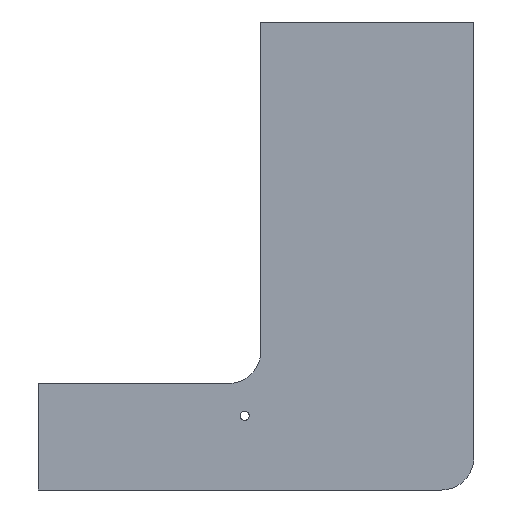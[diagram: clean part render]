
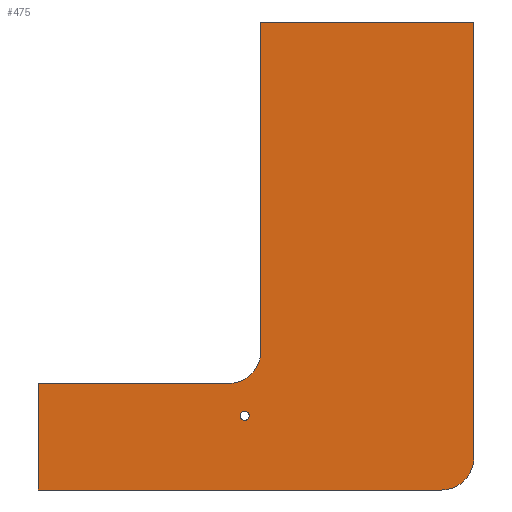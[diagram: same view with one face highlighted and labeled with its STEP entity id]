
A CAD part, front view. The second image highlights one B-rep face of the part: STEP entity #475.
In plain terms, the highlighted planar face has unit normal (0, -1, 0).
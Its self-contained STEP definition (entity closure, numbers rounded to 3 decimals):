
#18 = CARTESIAN_POINT ( 'NONE',  ( 59., 0., 33. ) ) ;
#20 = CARTESIAN_POINT ( 'NONE',  ( 69., 0., 33. ) ) ;
#22 = VERTEX_POINT ( 'NONE', #199 ) ;
#23 = VECTOR ( 'NONE', #208, 1000. ) ;
#25 = ORIENTED_EDGE ( 'NONE', *, *, #534, .F. ) ;
#34 = AXIS2_PLACEMENT_3D ( 'NONE', #89, #264, #340 ) ;
#36 = ORIENTED_EDGE ( 'NONE', *, *, #59, .T. ) ;
#45 = CARTESIAN_POINT ( 'NONE',  ( 64., 0., 24.4 ) ) ;
#59 = EDGE_CURVE ( 'NONE', #22, #378, #214, .T. ) ;
#65 = LINE ( 'NONE', #204, #437 ) ;
#67 = LINE ( 'NONE', #523, #23 ) ;
#71 = AXIS2_PLACEMENT_3D ( 'NONE', #231, #455, #483 ) ;
#83 = CARTESIAN_POINT ( 'NONE',  ( 64., 0., 23. ) ) ;
#89 = CARTESIAN_POINT ( 'NONE',  ( 125., 0., 10. ) ) ;
#100 = VERTEX_POINT ( 'NONE', #524 ) ;
#127 = VERTEX_POINT ( 'NONE', #132 ) ;
#132 = CARTESIAN_POINT ( 'NONE',  ( 64., 0., 21.6 ) ) ;
#135 = ORIENTED_EDGE ( 'NONE', *, *, #394, .F. ) ;
#138 = CARTESIAN_POINT ( 'NONE',  ( 0., 0., 0. ) ) ;
#146 = FACE_BOUND ( 'NONE', #473, .T. ) ;
#147 = ORIENTED_EDGE ( 'NONE', *, *, #306, .F. ) ;
#149 = CIRCLE ( 'NONE', #553, 1.4 ) ;
#155 = EDGE_CURVE ( 'NONE', #265, #329, #362, .T. ) ;
#165 = LINE ( 'NONE', #20, #399 ) ;
#171 = DIRECTION ( 'NONE',  ( 1., 0., 0. ) ) ;
#177 = EDGE_CURVE ( 'NONE', #329, #526, #210, .T. ) ;
#198 = ORIENTED_EDGE ( 'NONE', *, *, #494, .F. ) ;
#199 = CARTESIAN_POINT ( 'NONE',  ( 125., 0., 0. ) ) ;
#204 = CARTESIAN_POINT ( 'NONE',  ( 135., 0., 0. ) ) ;
#206 = CARTESIAN_POINT ( 'NONE',  ( 0., 0., 33. ) ) ;
#208 = DIRECTION ( 'NONE',  ( 1., 0., 0. ) ) ;
#210 = LINE ( 'NONE', #206, #360 ) ;
#211 = DIRECTION ( 'NONE',  ( 0., 0., -1. ) ) ;
#212 = CARTESIAN_POINT ( 'NONE',  ( 135., 0., 10. ) ) ;
#214 = CIRCLE ( 'NONE', #34, 10. ) ;
#228 = VERTEX_POINT ( 'NONE', #45 ) ;
#230 = VECTOR ( 'NONE', #316, 1000. ) ;
#231 = CARTESIAN_POINT ( 'NONE',  ( 0., 0., 0. ) ) ;
#233 = DIRECTION ( 'NONE',  ( 0., 1., 0. ) ) ;
#238 = ORIENTED_EDGE ( 'NONE', *, *, #451, .F. ) ;
#240 = DIRECTION ( 'NONE',  ( 0., 0., 1. ) ) ;
#255 = EDGE_CURVE ( 'NONE', #100, #526, #415, .T. ) ;
#259 = EDGE_CURVE ( 'NONE', #228, #127, #149, .T. ) ;
#264 = DIRECTION ( 'NONE',  ( 0., -1., 0. ) ) ;
#265 = VERTEX_POINT ( 'NONE', #420 ) ;
#286 = CARTESIAN_POINT ( 'NONE',  ( 135., 0., 145. ) ) ;
#306 = EDGE_CURVE ( 'NONE', #558, #374, #67, .T. ) ;
#316 = DIRECTION ( 'NONE',  ( 0., 0., 1. ) ) ;
#323 = CARTESIAN_POINT ( 'NONE',  ( 59., 0., 43. ) ) ;
#325 = ORIENTED_EDGE ( 'NONE', *, *, #177, .F. ) ;
#329 = VERTEX_POINT ( 'NONE', #390 ) ;
#333 = CARTESIAN_POINT ( 'NONE',  ( 64., 0., 23. ) ) ;
#340 = DIRECTION ( 'NONE',  ( 0., 0., 1. ) ) ;
#344 = CIRCLE ( 'NONE', #442, 1.4 ) ;
#357 = LINE ( 'NONE', #449, #375 ) ;
#360 = VECTOR ( 'NONE', #171, 1000. ) ;
#362 = LINE ( 'NONE', #138, #230 ) ;
#367 = FACE_OUTER_BOUND ( 'NONE', #465, .T. ) ;
#374 = VERTEX_POINT ( 'NONE', #286 ) ;
#375 = VECTOR ( 'NONE', #486, 1000. ) ;
#378 = VERTEX_POINT ( 'NONE', #212 ) ;
#390 = CARTESIAN_POINT ( 'NONE',  ( 0., 0., 33. ) ) ;
#394 = EDGE_CURVE ( 'NONE', #100, #558, #165, .T. ) ;
#399 = VECTOR ( 'NONE', #518, 1000. ) ;
#403 = ORIENTED_EDGE ( 'NONE', *, *, #255, .T. ) ;
#408 = ORIENTED_EDGE ( 'NONE', *, *, #155, .F. ) ;
#412 = ORIENTED_EDGE ( 'NONE', *, *, #259, .F. ) ;
#415 = CIRCLE ( 'NONE', #416, 10. ) ;
#416 = AXIS2_PLACEMENT_3D ( 'NONE', #323, #233, #240 ) ;
#420 = CARTESIAN_POINT ( 'NONE',  ( 0., 0., 0. ) ) ;
#437 = VECTOR ( 'NONE', #211, 1000. ) ;
#442 = AXIS2_PLACEMENT_3D ( 'NONE', #83, #529, #577 ) ;
#449 = CARTESIAN_POINT ( 'NONE',  ( 0., 0., 0. ) ) ;
#451 = EDGE_CURVE ( 'NONE', #22, #265, #357, .T. ) ;
#455 = DIRECTION ( 'NONE',  ( 0., 1., 0. ) ) ;
#457 = DIRECTION ( 'NONE',  ( 0., -1., 0. ) ) ;
#464 = DIRECTION ( 'NONE',  ( 0., 0., 1. ) ) ;
#465 = EDGE_LOOP ( 'NONE', ( #238, #36, #198, #147, #135, #403, #325, #408 ) ) ;
#473 = EDGE_LOOP ( 'NONE', ( #412, #25 ) ) ;
#475 = ADVANCED_FACE ( 'NONE', ( #146, #367 ), #543, .F. ) ;
#483 = DIRECTION ( 'NONE',  ( 0., 0., 1. ) ) ;
#486 = DIRECTION ( 'NONE',  ( -1., 0., 0. ) ) ;
#494 = EDGE_CURVE ( 'NONE', #374, #378, #65, .T. ) ;
#495 = CARTESIAN_POINT ( 'NONE',  ( 69., 0., 145. ) ) ;
#518 = DIRECTION ( 'NONE',  ( 0., 0., 1. ) ) ;
#523 = CARTESIAN_POINT ( 'NONE',  ( 0., 0., 145. ) ) ;
#524 = CARTESIAN_POINT ( 'NONE',  ( 69., 0., 43. ) ) ;
#526 = VERTEX_POINT ( 'NONE', #18 ) ;
#529 = DIRECTION ( 'NONE',  ( 0., -1., 0. ) ) ;
#534 = EDGE_CURVE ( 'NONE', #127, #228, #344, .T. ) ;
#543 = PLANE ( 'NONE',  #71 ) ;
#553 = AXIS2_PLACEMENT_3D ( 'NONE', #333, #457, #464 ) ;
#558 = VERTEX_POINT ( 'NONE', #495 ) ;
#577 = DIRECTION ( 'NONE',  ( 0., 0., 1. ) ) ;
